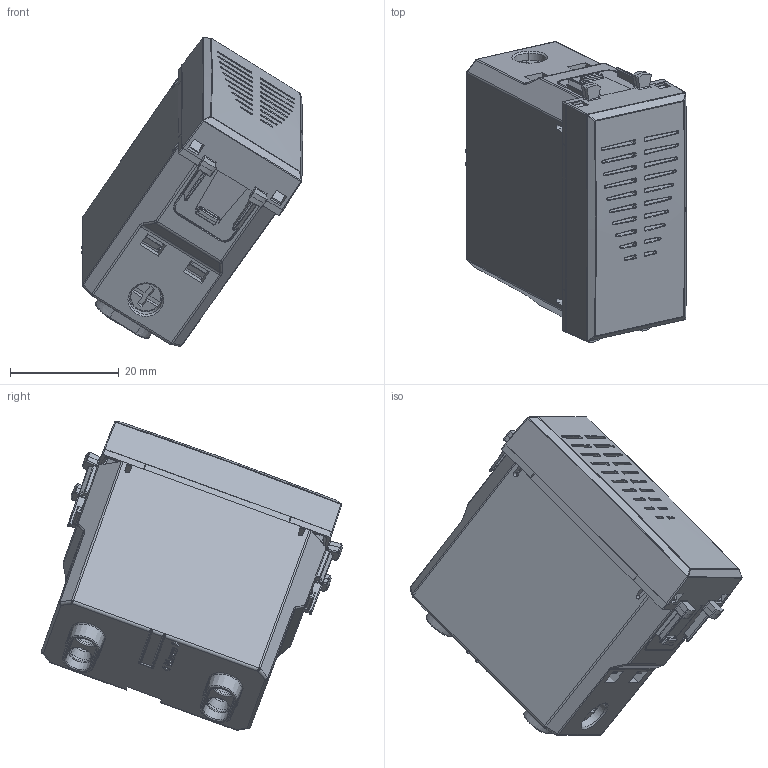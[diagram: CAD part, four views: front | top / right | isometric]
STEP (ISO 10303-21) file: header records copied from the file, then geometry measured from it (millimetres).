
FILE_DESCRIPTION(('CATIA V5 STEP Exchange'),'2;1');
FILE_NAME('442029.stp','2024-02-26T08:37:02+00:00',('none'),('none'),'CATIA Version 5-6 Release 2016 SP6','CATIA V5 STEP AP203','none');
FILE_SCHEMA(('CONFIG_CONTROL_DESIGN'));
Products named in the file (1): 44X029
Assembly tree (6 placements, depth 2):
  44X029
    #57
    #15098
    #48801
    #64296  x2
    #65237
Bounding box: 40.8 x 55.49 x 56.88 mm (x, y, z)
Volume: 11588.5 mm3; surface area: 19161.9 mm2
Topology: 6 solids, 6 shells, 1665 faces, 4354 edges, 2643 vertices
Faces by surface type: plane 667, cylinder 486, bspline 252, cone 158, sphere 60, torus 42
Entity records: 65588 total; most frequent: CARTESIAN_POINT 31092, ORIENTED_EDGE 8420, DIRECTION 4817, EDGE_CURVE 4210, VERTEX_POINT 2595, VECTOR 2063, LINE 2063, EDGE_LOOP 1711
